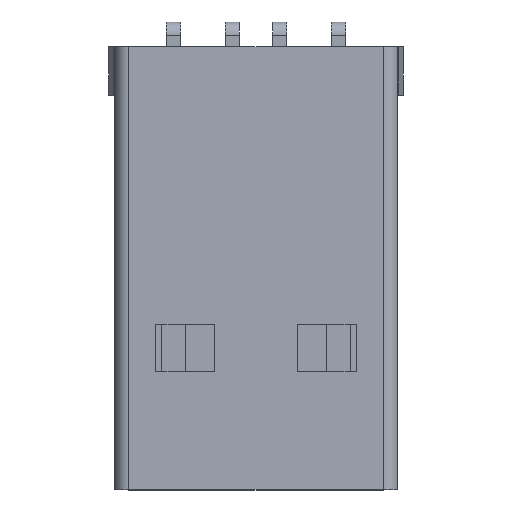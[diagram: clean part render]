
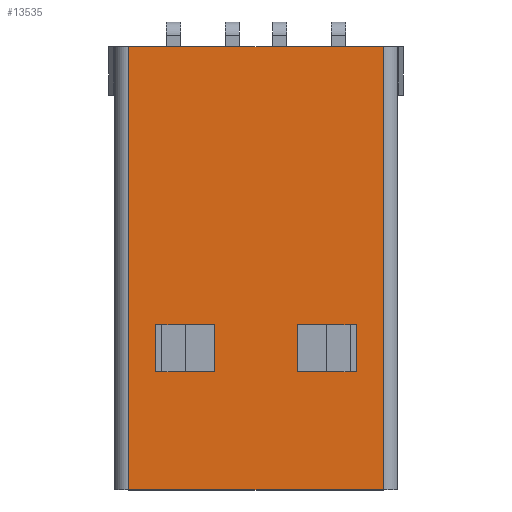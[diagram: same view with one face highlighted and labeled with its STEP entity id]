
A CAD part, top view. The second image highlights one B-rep face of the part: STEP entity #13535.
In plain terms, the highlighted planar face has unit normal (0, 0, 1).
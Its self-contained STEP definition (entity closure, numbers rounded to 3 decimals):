
#202 = VERTEX_POINT ( 'NONE', #9798 ) ;
#279 = DIRECTION ( 'NONE',  ( 1., 0., 0. ) ) ;
#823 = EDGE_CURVE ( 'NONE', #5652, #5611, #4129, .T. ) ;
#897 = AXIS2_PLACEMENT_3D ( 'NONE', #11433, #5810, #1191 ) ;
#1191 = DIRECTION ( 'NONE',  ( 1., 0., 0. ) ) ;
#1316 = CARTESIAN_POINT ( 'NONE',  ( -5.4, -18.8, 2.25 ) ) ;
#1363 = LINE ( 'NONE', #5813, #12505 ) ;
#1420 = VERTEX_POINT ( 'NONE', #7843 ) ;
#1496 = ORIENTED_EDGE ( 'NONE', *, *, #18504, .T. ) ;
#1893 = VERTEX_POINT ( 'NONE', #14420 ) ;
#1998 = ORIENTED_EDGE ( 'NONE', *, *, #8245, .F. ) ;
#2103 = DIRECTION ( 'NONE',  ( 0., 1., 0. ) ) ;
#2143 = EDGE_LOOP ( 'NONE', ( #3794, #2162, #14644, #15194 ) ) ;
#2162 = ORIENTED_EDGE ( 'NONE', *, *, #6800, .F. ) ;
#2332 = CARTESIAN_POINT ( 'NONE',  ( 1.75, -13.8, 2.25 ) ) ;
#2424 = LINE ( 'NONE', #2332, #5044 ) ;
#2820 = CARTESIAN_POINT ( 'NONE',  ( -1.75, -13.8, 2.25 ) ) ;
#2965 = VECTOR ( 'NONE', #8300, 1000. ) ;
#2975 = FACE_OUTER_BOUND ( 'NONE', #13352, .T. ) ;
#3010 = DIRECTION ( 'NONE',  ( 1., 0., 0. ) ) ;
#3045 = LINE ( 'NONE', #13394, #13513 ) ;
#3076 = FACE_BOUND ( 'NONE', #2143, .T. ) ;
#3126 = LINE ( 'NONE', #7428, #5742 ) ;
#3309 = CARTESIAN_POINT ( 'NONE',  ( -4.25, -13.8, 2.25 ) ) ;
#3722 = VERTEX_POINT ( 'NONE', #6342 ) ;
#3794 = ORIENTED_EDGE ( 'NONE', *, *, #18034, .F. ) ;
#4018 = EDGE_LOOP ( 'NONE', ( #6493, #8643, #5461, #6008 ) ) ;
#4129 = LINE ( 'NONE', #6589, #17172 ) ;
#4291 = CARTESIAN_POINT ( 'NONE',  ( -4.25, -13.8, 2.25 ) ) ;
#5044 = VECTOR ( 'NONE', #18224, 1000. ) ;
#5302 = CARTESIAN_POINT ( 'NONE',  ( 5.4, 0., 2.25 ) ) ;
#5461 = ORIENTED_EDGE ( 'NONE', *, *, #16013, .F. ) ;
#5611 = VERTEX_POINT ( 'NONE', #15798 ) ;
#5652 = VERTEX_POINT ( 'NONE', #2820 ) ;
#5742 = VECTOR ( 'NONE', #279, 1000. ) ;
#5810 = DIRECTION ( 'NONE',  ( 0., 0., 1. ) ) ;
#5813 = CARTESIAN_POINT ( 'NONE',  ( -4.25, -11.8, 2.25 ) ) ;
#6008 = ORIENTED_EDGE ( 'NONE', *, *, #14768, .F. ) ;
#6191 = VERTEX_POINT ( 'NONE', #4291 ) ;
#6342 = CARTESIAN_POINT ( 'NONE',  ( 1.75, -11.8, 2.25 ) ) ;
#6431 = EDGE_CURVE ( 'NONE', #1893, #12844, #3126, .T. ) ;
#6456 = CARTESIAN_POINT ( 'NONE',  ( 4.25, -11.8, 2.25 ) ) ;
#6493 = ORIENTED_EDGE ( 'NONE', *, *, #823, .F. ) ;
#6589 = CARTESIAN_POINT ( 'NONE',  ( -1.75, -11.8, 2.25 ) ) ;
#6695 = LINE ( 'NONE', #16488, #8978 ) ;
#6800 = EDGE_CURVE ( 'NONE', #11272, #1420, #2424, .T. ) ;
#6995 = VECTOR ( 'NONE', #12735, 1000. ) ;
#6996 = CARTESIAN_POINT ( 'NONE',  ( 1.75, -11.8, 2.25 ) ) ;
#7267 = EDGE_CURVE ( 'NONE', #6191, #5652, #13557, .T. ) ;
#7428 = CARTESIAN_POINT ( 'NONE',  ( -5.4, 0., 2.25 ) ) ;
#7636 = CARTESIAN_POINT ( 'NONE',  ( -4.25, -11.8, 2.25 ) ) ;
#7843 = CARTESIAN_POINT ( 'NONE',  ( 4.25, -13.8, 2.25 ) ) ;
#8024 = DIRECTION ( 'NONE',  ( 0., 1., 0. ) ) ;
#8245 = EDGE_CURVE ( 'NONE', #16818, #1893, #10749, .T. ) ;
#8300 = DIRECTION ( 'NONE',  ( 0., 1., 0. ) ) ;
#8468 = LINE ( 'NONE', #6996, #6995 ) ;
#8643 = ORIENTED_EDGE ( 'NONE', *, *, #7267, .F. ) ;
#8760 = DIRECTION ( 'NONE',  ( -1., 0., 0. ) ) ;
#8978 = VECTOR ( 'NONE', #12876, 1000. ) ;
#9019 = EDGE_CURVE ( 'NONE', #3722, #11272, #8468, .T. ) ;
#9046 = LINE ( 'NONE', #6456, #13034 ) ;
#9185 = ORIENTED_EDGE ( 'NONE', *, *, #6431, .F. ) ;
#9798 = CARTESIAN_POINT ( 'NONE',  ( 4.25, -11.8, 2.25 ) ) ;
#9815 = VERTEX_POINT ( 'NONE', #18042 ) ;
#9955 = LINE ( 'NONE', #1316, #17584 ) ;
#10749 = LINE ( 'NONE', #16507, #17553 ) ;
#10991 = DIRECTION ( 'NONE',  ( -1., 0., 0. ) ) ;
#11069 = LINE ( 'NONE', #11255, #2965 ) ;
#11255 = CARTESIAN_POINT ( 'NONE',  ( 5.4, -18.8, 2.25 ) ) ;
#11272 = VERTEX_POINT ( 'NONE', #14338 ) ;
#11433 = CARTESIAN_POINT ( 'NONE',  ( -5.4, -18.8, 2.25 ) ) ;
#11641 = ORIENTED_EDGE ( 'NONE', *, *, #15551, .T. ) ;
#12505 = VECTOR ( 'NONE', #10991, 1000. ) ;
#12664 = PLANE ( 'NONE',  #897 ) ;
#12735 = DIRECTION ( 'NONE',  ( 0., -1., 0. ) ) ;
#12844 = VERTEX_POINT ( 'NONE', #5302 ) ;
#12876 = DIRECTION ( 'NONE',  ( 0., -1., 0. ) ) ;
#13034 = VECTOR ( 'NONE', #2103, 1000. ) ;
#13352 = EDGE_LOOP ( 'NONE', ( #9185, #1998, #1496, #11641 ) ) ;
#13394 = CARTESIAN_POINT ( 'NONE',  ( 1.75, -11.8, 2.25 ) ) ;
#13513 = VECTOR ( 'NONE', #8760, 1000. ) ;
#13535 = ADVANCED_FACE ( 'NONE', ( #15871, #3076, #2975 ), #12664, .T. ) ;
#13557 = LINE ( 'NONE', #3309, #16181 ) ;
#14201 = DIRECTION ( 'NONE',  ( 0., 1., 0. ) ) ;
#14338 = CARTESIAN_POINT ( 'NONE',  ( 1.75, -13.8, 2.25 ) ) ;
#14420 = CARTESIAN_POINT ( 'NONE',  ( -5.4, 0., 2.25 ) ) ;
#14644 = ORIENTED_EDGE ( 'NONE', *, *, #9019, .F. ) ;
#14693 = DIRECTION ( 'NONE',  ( 1., 0., 0. ) ) ;
#14768 = EDGE_CURVE ( 'NONE', #5611, #18073, #1363, .T. ) ;
#15194 = ORIENTED_EDGE ( 'NONE', *, *, #16371, .F. ) ;
#15474 = CARTESIAN_POINT ( 'NONE',  ( -5.4, -18.8, 2.25 ) ) ;
#15551 = EDGE_CURVE ( 'NONE', #9815, #12844, #11069, .T. ) ;
#15798 = CARTESIAN_POINT ( 'NONE',  ( -1.75, -11.8, 2.25 ) ) ;
#15871 = FACE_BOUND ( 'NONE', #4018, .T. ) ;
#16013 = EDGE_CURVE ( 'NONE', #18073, #6191, #6695, .T. ) ;
#16181 = VECTOR ( 'NONE', #14693, 1000. ) ;
#16371 = EDGE_CURVE ( 'NONE', #202, #3722, #3045, .T. ) ;
#16488 = CARTESIAN_POINT ( 'NONE',  ( -4.25, -11.8, 2.25 ) ) ;
#16507 = CARTESIAN_POINT ( 'NONE',  ( -5.4, -18.8, 2.25 ) ) ;
#16818 = VERTEX_POINT ( 'NONE', #15474 ) ;
#17172 = VECTOR ( 'NONE', #8024, 1000. ) ;
#17553 = VECTOR ( 'NONE', #14201, 1000. ) ;
#17584 = VECTOR ( 'NONE', #3010, 1000. ) ;
#18034 = EDGE_CURVE ( 'NONE', #1420, #202, #9046, .T. ) ;
#18042 = CARTESIAN_POINT ( 'NONE',  ( 5.4, -18.8, 2.25 ) ) ;
#18073 = VERTEX_POINT ( 'NONE', #7636 ) ;
#18224 = DIRECTION ( 'NONE',  ( 1., 0., 0. ) ) ;
#18504 = EDGE_CURVE ( 'NONE', #16818, #9815, #9955, .T. ) ;
